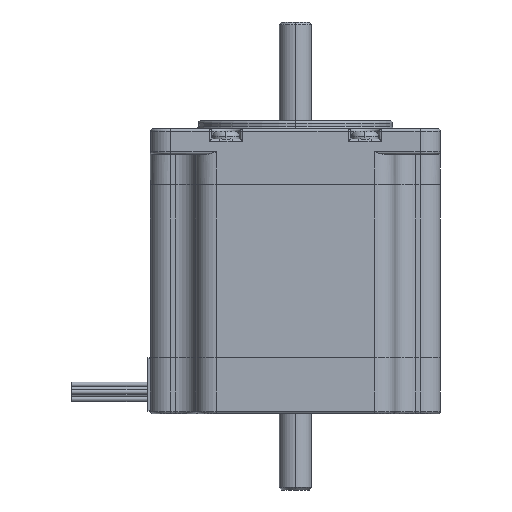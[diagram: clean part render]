
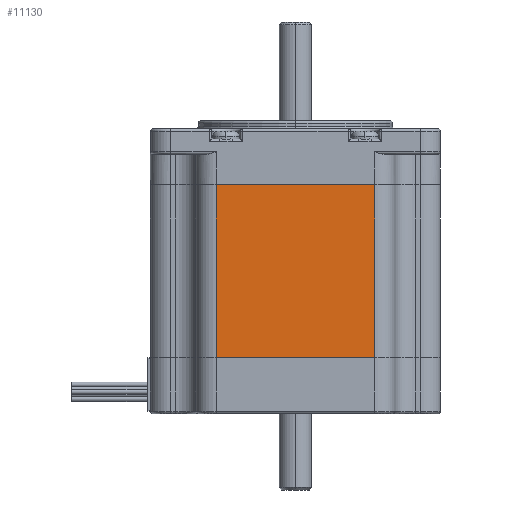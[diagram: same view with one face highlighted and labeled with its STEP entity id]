
A CAD part, left-side view. The second image highlights one B-rep face of the part: STEP entity #11130.
In plain terms, the highlighted planar face has unit normal (-1, 0, 0).
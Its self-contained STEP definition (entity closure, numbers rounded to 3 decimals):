
#1354 = LINE ( 'NONE', #21815, #5657 ) ;
#1820 = DIRECTION ( 'NONE',  ( 1., 0., 0. ) ) ;
#2863 = CARTESIAN_POINT ( 'NONE',  ( -28.5, 15.57, 44.99 ) ) ;
#5306 = VECTOR ( 'NONE', #21286, 1000. ) ;
#5334 = VERTEX_POINT ( 'NONE', #22360 ) ;
#5657 = VECTOR ( 'NONE', #18361, 1000. ) ;
#5989 = EDGE_CURVE ( 'NONE', #16031, #14499, #13421, .T. ) ;
#6199 = EDGE_CURVE ( 'NONE', #6711, #16031, #12296, .T. ) ;
#6711 = VERTEX_POINT ( 'NONE', #2863 ) ;
#8277 = ORIENTED_EDGE ( 'NONE', *, *, #5989, .F. ) ;
#8688 = VECTOR ( 'NONE', #11964, 1000. ) ;
#9087 = CARTESIAN_POINT ( 'NONE',  ( -28.5, -15.57, 11.01 ) ) ;
#9213 = ORIENTED_EDGE ( 'NONE', *, *, #6199, .F. ) ;
#9690 = CARTESIAN_POINT ( 'NONE',  ( -28.5, 28.5, 44.99 ) ) ;
#9739 = DIRECTION ( 'NONE',  ( 0., -1., 0. ) ) ;
#10229 = EDGE_CURVE ( 'NONE', #5334, #6711, #1354, .T. ) ;
#10569 = CARTESIAN_POINT ( 'NONE',  ( -28.5, -15.57, 44.99 ) ) ;
#10689 = CARTESIAN_POINT ( 'NONE',  ( -28.5, 0., 11.01 ) ) ;
#11130 = ADVANCED_FACE ( 'NONE', ( #16729 ), #14328, .F. ) ;
#11964 = DIRECTION ( 'NONE',  ( 0., 0., -1. ) ) ;
#12087 = CARTESIAN_POINT ( 'NONE',  ( -28.5, -15.57, 56. ) ) ;
#12296 = LINE ( 'NONE', #9690, #16961 ) ;
#12643 = CARTESIAN_POINT ( 'NONE',  ( -28.5, 28.5, 56. ) ) ;
#13048 = EDGE_LOOP ( 'NONE', ( #9213, #20508, #20073, #8277 ) ) ;
#13421 = LINE ( 'NONE', #12087, #8688 ) ;
#14328 = PLANE ( 'NONE',  #21606 ) ;
#14393 = DIRECTION ( 'NONE',  ( 0., 0., -1. ) ) ;
#14499 = VERTEX_POINT ( 'NONE', #9087 ) ;
#16031 = VERTEX_POINT ( 'NONE', #10569 ) ;
#16618 = EDGE_CURVE ( 'NONE', #14499, #5334, #19482, .T. ) ;
#16729 = FACE_OUTER_BOUND ( 'NONE', #13048, .T. ) ;
#16961 = VECTOR ( 'NONE', #9739, 1000. ) ;
#18361 = DIRECTION ( 'NONE',  ( 0., 0., 1. ) ) ;
#19482 = LINE ( 'NONE', #10689, #5306 ) ;
#20073 = ORIENTED_EDGE ( 'NONE', *, *, #16618, .F. ) ;
#20508 = ORIENTED_EDGE ( 'NONE', *, *, #10229, .F. ) ;
#21286 = DIRECTION ( 'NONE',  ( 0., 1., 0. ) ) ;
#21606 = AXIS2_PLACEMENT_3D ( 'NONE', #12643, #1820, #14393 ) ;
#21815 = CARTESIAN_POINT ( 'NONE',  ( -28.5, 15.57, 56. ) ) ;
#22360 = CARTESIAN_POINT ( 'NONE',  ( -28.5, 15.57, 11.01 ) ) ;
